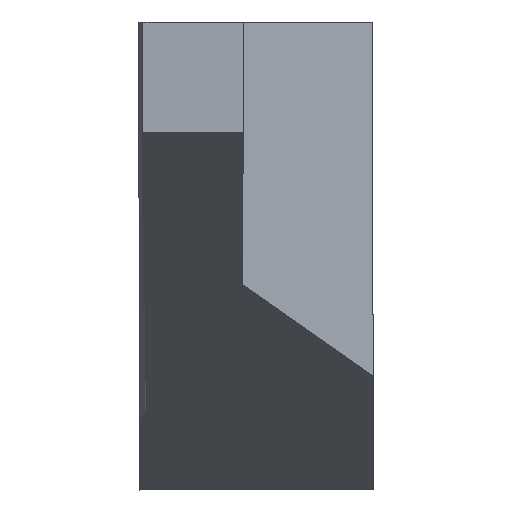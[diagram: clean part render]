
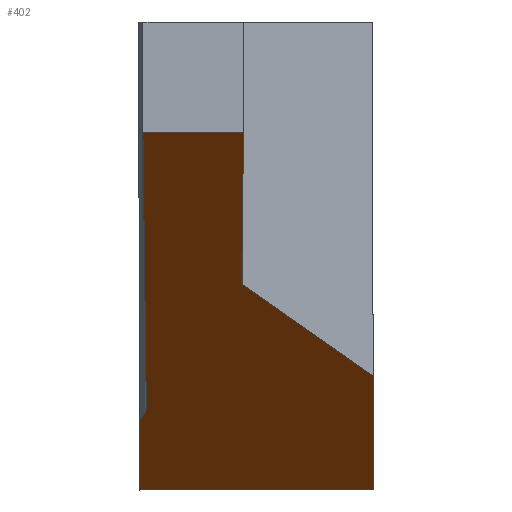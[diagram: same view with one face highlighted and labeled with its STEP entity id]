
A CAD part, front view. The second image highlights one B-rep face of the part: STEP entity #402.
In plain terms, the highlighted planar face has unit normal (0, -0.574, -0.819).
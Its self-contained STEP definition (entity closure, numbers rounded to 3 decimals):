
#94=CARTESIAN_POINT('',(0.,5.3,-5.122));
#95=VERTEX_POINT('',#94);
#160=CARTESIAN_POINT('',(0.,6.554,-6.));
#161=VERTEX_POINT('',#160);
#172=CARTESIAN_POINT('',(0.,5.3,-5.122));
#173=DIRECTION('',(0.,0.819,-0.574));
#174=VECTOR('',#173,1.531);
#175=LINE('',#172,#174);
#176=EDGE_CURVE('',#95,#161,#175,.T.);
#224=CARTESIAN_POINT('',(1.1,2.782,-3.359));
#225=DIRECTION('',(0.,0.574,0.819));
#226=DIRECTION('',(0.,-0.47,0.329));
#227=AXIS2_PLACEMENT_3D('',#224,#225,#226);
#228=PLANE('',#227);
#229=CARTESIAN_POINT('',(0.,5.3,-5.122));
#230=CARTESIAN_POINT('',(0.062,5.213,-5.061));
#231=CARTESIAN_POINT('',(0.095,5.111,-4.989));
#232=CARTESIAN_POINT('',(0.094,5.004,-4.915));
#233=(BOUNDED_CURVE()B_SPLINE_CURVE(3,(#229,#230,#231,#232),.UNSPECIFIED.,.F.,.F.)B_SPLINE_CURVE_WITH_KNOTS((4,4),(0.,1.),.UNSPECIFIED.)CURVE()GEOMETRIC_REPRESENTATION_ITEM()RATIONAL_B_SPLINE_CURVE((1.,0.967,0.967,1.))REPRESENTATION_ITEM(''));
#234=CARTESIAN_POINT('',(0.094,5.004,-4.915));
#235=VERTEX_POINT('',#234);
#236=EDGE_CURVE('',#95,#235,#233,.T.);
#237=ORIENTED_EDGE('Edge 707',*,*,#236,.F.);
#246=CARTESIAN_POINT('',(0.094,5.004,-4.915));
#247=DIRECTION('',(-0.007,-0.819,0.574));
#248=VECTOR('',#247,6.108);
#249=LINE('',#246,#248);
#250=CARTESIAN_POINT('',(0.05,0.001,-1.411));
#251=VERTEX_POINT('',#250);
#252=EDGE_CURVE('',#235,#251,#249,.T.);
#253=ORIENTED_EDGE('Edge 751',*,*,#252,.F.);
#262=CARTESIAN_POINT('',(0.05,0.001,-1.411));
#263=CARTESIAN_POINT('',(0.05,0.,-1.411));
#264=CARTESIAN_POINT('',(0.05,0.,-1.411));
#265=CARTESIAN_POINT('',(0.051,0.,-1.411));
#266=(BOUNDED_CURVE()B_SPLINE_CURVE(3,(#262,#263,#264,#265),.UNSPECIFIED.,.F.,.F.)B_SPLINE_CURVE_WITH_KNOTS((4,4),(0.,1.),.UNSPECIFIED.)CURVE()GEOMETRIC_REPRESENTATION_ITEM()RATIONAL_B_SPLINE_CURVE((1.,0.803,0.803,1.))REPRESENTATION_ITEM(''));
#267=CARTESIAN_POINT('',(0.051,0.,-1.411));
#268=VERTEX_POINT('',#267);
#269=EDGE_CURVE('',#251,#268,#266,.T.);
#270=ORIENTED_EDGE('Edge 128',*,*,#269,.F.);
#279=CARTESIAN_POINT('',(1.339,0.,-1.411));
#280=DIRECTION('',(-1.,0.,0.));
#281=VECTOR('',#280,1.288);
#282=LINE('',#279,#281);
#283=CARTESIAN_POINT('',(1.339,0.,-1.411));
#284=VERTEX_POINT('',#283);
#285=EDGE_CURVE('',#284,#268,#282,.T.);
#286=ORIENTED_EDGE('Edge 133',*,*,#285,.T.);
#295=CARTESIAN_POINT('',(1.339,0.,-1.411));
#296=CARTESIAN_POINT('',(1.34,0.,-1.411));
#297=CARTESIAN_POINT('',(1.34,0.,-1.411));
#298=CARTESIAN_POINT('',(1.34,0.001,-1.411));
#299=(BOUNDED_CURVE()B_SPLINE_CURVE(3,(#295,#296,#297,#298),.UNSPECIFIED.,.F.,.F.)B_SPLINE_CURVE_WITH_KNOTS((4,4),(0.,1.),.UNSPECIFIED.)CURVE()GEOMETRIC_REPRESENTATION_ITEM()RATIONAL_B_SPLINE_CURVE((1.,0.803,0.803,1.))REPRESENTATION_ITEM(''));
#300=CARTESIAN_POINT('',(1.34,0.001,-1.411));
#301=VERTEX_POINT('',#300);
#302=EDGE_CURVE('',#284,#301,#299,.T.);
#303=ORIENTED_EDGE('Edge 138',*,*,#302,.F.);
#312=CARTESIAN_POINT('',(1.34,0.001,-1.411));
#313=DIRECTION('',(-0.007,0.819,-0.574));
#314=VECTOR('',#313,3.362);
#315=LINE('',#312,#314);
#316=CARTESIAN_POINT('',(1.316,2.755,-3.34));
#317=VERTEX_POINT('',#316);
#318=EDGE_CURVE('',#301,#317,#315,.T.);
#319=ORIENTED_EDGE('Edge 143',*,*,#318,.F.);
#328=CARTESIAN_POINT('',(1.316,2.755,-3.34));
#329=CARTESIAN_POINT('',(1.316,2.768,-3.349));
#330=CARTESIAN_POINT('',(1.321,2.781,-3.358));
#331=CARTESIAN_POINT('',(1.331,2.791,-3.365));
#332=(BOUNDED_CURVE()B_SPLINE_CURVE(3,(#328,#329,#330,#331),.UNSPECIFIED.,.F.,.F.)B_SPLINE_CURVE_WITH_KNOTS((4,4),(0.,1.),.UNSPECIFIED.)CURVE()GEOMETRIC_REPRESENTATION_ITEM()RATIONAL_B_SPLINE_CURVE((1.,0.948,0.948,1.))REPRESENTATION_ITEM(''));
#333=CARTESIAN_POINT('',(1.331,2.791,-3.365));
#334=VERTEX_POINT('',#333);
#335=EDGE_CURVE('',#317,#334,#332,.T.);
#336=ORIENTED_EDGE('Edge 148',*,*,#335,.F.);
#345=CARTESIAN_POINT('',(1.331,2.791,-3.365));
#346=DIRECTION('',(0.634,0.634,-0.444));
#347=VECTOR('',#346,2.634);
#348=LINE('',#345,#347);
#349=CARTESIAN_POINT('',(3.,4.46,-4.534));
#350=VERTEX_POINT('',#349);
#351=EDGE_CURVE('',#334,#350,#348,.T.);
#352=ORIENTED_EDGE('Edge 153',*,*,#351,.F.);
#361=CARTESIAN_POINT('',(3.,4.46,-4.534));
#362=DIRECTION('',(0.,0.819,-0.574));
#363=VECTOR('',#362,2.556);
#364=LINE('',#361,#363);
#365=CARTESIAN_POINT('',(3.,6.554,-6.));
#366=VERTEX_POINT('',#365);
#367=EDGE_CURVE('',#350,#366,#364,.T.);
#368=ORIENTED_EDGE('Edge 158',*,*,#367,.F.);
#377=CARTESIAN_POINT('',(0.,6.554,-6.));
#378=DIRECTION('',(1.,0.,0.));
#379=VECTOR('',#378,3.);
#380=LINE('',#377,#379);
#381=EDGE_CURVE('',#161,#366,#380,.T.);
#382=ORIENTED_EDGE('Edge 400',*,*,#381,.T.);
#391=ORIENTED_EDGE('Edge 209',*,*,#176,.T.);
#400=EDGE_LOOP('',(#391,#382,#368,#352,#336,#319,#303,#286,#270,#253,#237));
#401=FACE_OUTER_BOUND('Loop 169',#400,.T.);
#402=ADVANCED_FACE('Face 170',(#401),#228,.F.);
